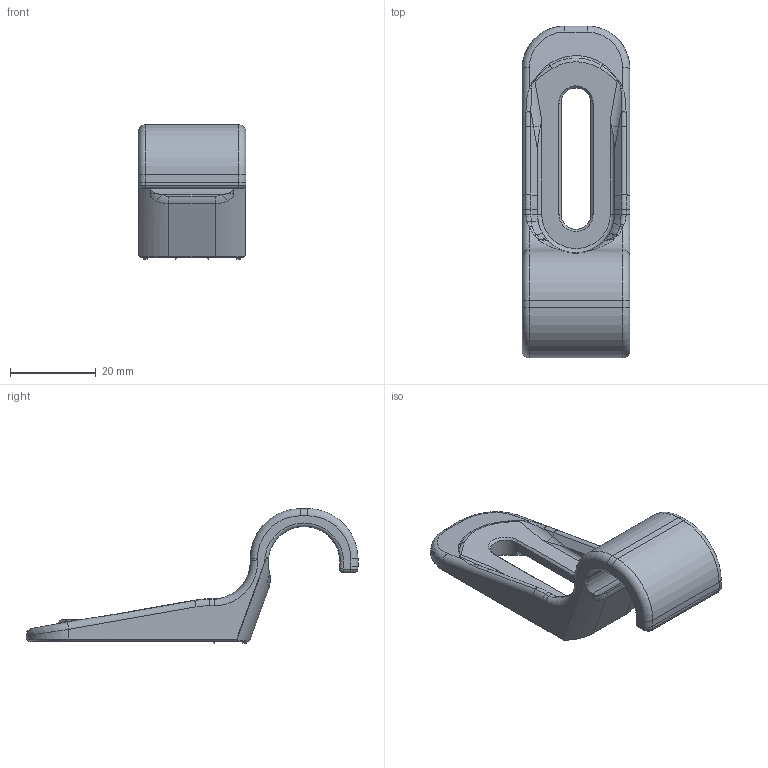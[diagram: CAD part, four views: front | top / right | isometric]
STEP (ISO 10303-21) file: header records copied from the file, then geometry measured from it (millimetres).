
FILE_DESCRIPTION(/* description */ (''),/* implementation_level */ '2;1');
FILE_NAME(/* name */ 'CurtainRodBracket_F3-01_023 (Open Rod Hook, adjustable).step',/* time_stamp */ '2020-11-29T22:28:21-05:00',/* author */ (''),/* organization */ (''),/* preprocessor_version */ 'ST-DEVELOPER v18.1',/* originating_system */ 'Autodesk Translation Framework v9.3.0.1241',/* authorisation */ '');
FILE_SCHEMA (('AUTOMOTIVE_DESIGN { 1 0 10303 214 3 1 1 }'));
Length unit declared in the file: millimetre
Products named in the file (1): (Unsaved)
Bounding box: 25.2 x 77.6 x 31.5 mm (x, y, z)
Volume: 10941.2 mm3; surface area: 6111.2 mm2
Topology: 1 solids, 1 shells, 187 faces, 468 edges, 284 vertices
Faces by surface type: bspline 67, plane 51, cylinder 44, torus 15, cone 10
Entity records: 7126 total; most frequent: CARTESIAN_POINT 3073, ORIENTED_EDGE 930, DIRECTION 688, EDGE_CURVE 465, VERTEX_POINT 284, AXIS2_PLACEMENT_3D 262, EDGE_LOOP 193, FACE_OUTER_BOUND 187
